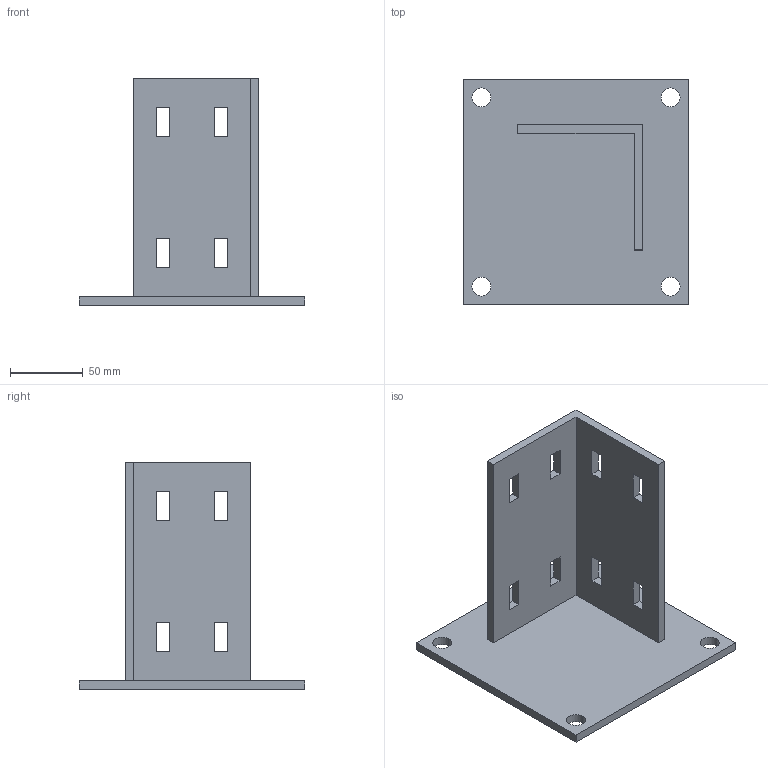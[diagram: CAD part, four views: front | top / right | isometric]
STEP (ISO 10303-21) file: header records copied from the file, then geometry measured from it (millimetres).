
FILE_DESCRIPTION(('STEP AP214'),'1');
FILE_NAME('cctmp_4D9A595E-42A1-422A-8E26-A864754A403A_2021_5_3_12_55_43_821..stp','2021-05-03T10:55:44',('Bosch Rexroth AG'),('CADClick - www.CADClick.com'),'Spatial InterOp 3D',' ','unknown authorization - (Healing Option Enabled)');
FILE_SCHEMA(('AUTOMOTIVE_DESIGN'));
Length unit declared in the file: millimetre
Products named in the file (1): 2021_05_03__12-55-43-821
Bounding box: 155 x 155 x 156 mm (x, y, z)
Volume: 281724.4 mm3; surface area: 103192.3 mm2
Topology: 1 solids, 1 shells, 53 faces, 150 edges, 100 vertices
Faces by surface type: plane 45, cylinder 8
Entity records: 2196 total; most frequent: CARTESIAN_POINT 304, ORIENTED_EDGE 300, DIRECTION 274, EDGE_CURVE 150, LINE 134, VECTOR 134, VERTEX_POINT 100, EDGE_LOOP 78
